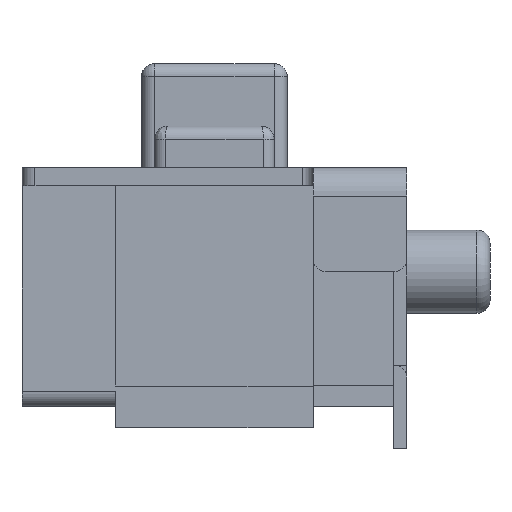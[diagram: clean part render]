
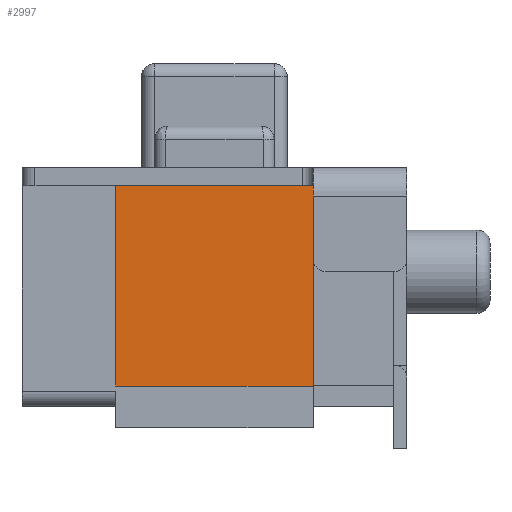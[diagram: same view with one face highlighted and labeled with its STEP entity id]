
A CAD part, left-side view. The second image highlights one B-rep face of the part: STEP entity #2997.
In plain terms, the highlighted planar face has unit normal (-1, 0, 0).
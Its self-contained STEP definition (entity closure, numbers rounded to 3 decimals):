
#185 = CARTESIAN_POINT ( 'NONE',  ( -3.55, 3.7, -1.1 ) ) ;
#537 = DIRECTION ( 'NONE',  ( 0., -1., 0. ) ) ;
#588 = CARTESIAN_POINT ( 'NONE',  ( -3.55, 2.8, 0.825 ) ) ;
#616 = VERTEX_POINT ( 'NONE', #1288 ) ;
#853 = VECTOR ( 'NONE', #4262, 1000. ) ;
#1042 = ORIENTED_EDGE ( 'NONE', *, *, #1941, .T. ) ;
#1051 = PLANE ( 'NONE',  #2409 ) ;
#1079 = VECTOR ( 'NONE', #3395, 1000. ) ;
#1129 = ORIENTED_EDGE ( 'NONE', *, *, #1341, .F. ) ;
#1132 = EDGE_CURVE ( 'NONE', #616, #4332, #4974, .T. ) ;
#1288 = CARTESIAN_POINT ( 'NONE',  ( -3.55, 2.8, -1.1 ) ) ;
#1314 = CARTESIAN_POINT ( 'NONE',  ( -3.55, 3.7, 0.825 ) ) ;
#1341 = EDGE_CURVE ( 'NONE', #2383, #4071, #2574, .T. ) ;
#1383 = LINE ( 'NONE', #588, #2991 ) ;
#1479 = VECTOR ( 'NONE', #537, 1000. ) ;
#1482 = LINE ( 'NONE', #3923, #853 ) ;
#1616 = CARTESIAN_POINT ( 'NONE',  ( -3.55, 0.9, 0.825 ) ) ;
#1891 = CARTESIAN_POINT ( 'NONE',  ( -3.55, 2.8, 0.825 ) ) ;
#1941 = EDGE_CURVE ( 'NONE', #2383, #616, #1383, .T. ) ;
#2383 = VERTEX_POINT ( 'NONE', #1891 ) ;
#2409 = AXIS2_PLACEMENT_3D ( 'NONE', #3047, #3528, #3947 ) ;
#2574 = LINE ( 'NONE', #1314, #1479 ) ;
#2991 = VECTOR ( 'NONE', #5006, 1000. ) ;
#2997 = ADVANCED_FACE ( 'NONE', ( #5133 ), #1051, .F. ) ;
#3047 = CARTESIAN_POINT ( 'NONE',  ( -3.55, 3.7, 0.825 ) ) ;
#3147 = CARTESIAN_POINT ( 'NONE',  ( -3.55, 0.9, -1.1 ) ) ;
#3395 = DIRECTION ( 'NONE',  ( 0., -1., 0. ) ) ;
#3403 = EDGE_LOOP ( 'NONE', ( #4952, #4384, #1129, #1042 ) ) ;
#3528 = DIRECTION ( 'NONE',  ( 1., 0., 0. ) ) ;
#3923 = CARTESIAN_POINT ( 'NONE',  ( -3.55, 0.9, 0.825 ) ) ;
#3927 = EDGE_CURVE ( 'NONE', #4071, #4332, #1482, .T. ) ;
#3947 = DIRECTION ( 'NONE',  ( 0., 0., -1. ) ) ;
#4071 = VERTEX_POINT ( 'NONE', #1616 ) ;
#4262 = DIRECTION ( 'NONE',  ( 0., 0., -1. ) ) ;
#4332 = VERTEX_POINT ( 'NONE', #3147 ) ;
#4384 = ORIENTED_EDGE ( 'NONE', *, *, #3927, .F. ) ;
#4952 = ORIENTED_EDGE ( 'NONE', *, *, #1132, .T. ) ;
#4974 = LINE ( 'NONE', #185, #1079 ) ;
#5006 = DIRECTION ( 'NONE',  ( 0., 0., -1. ) ) ;
#5133 = FACE_OUTER_BOUND ( 'NONE', #3403, .T. ) ;
